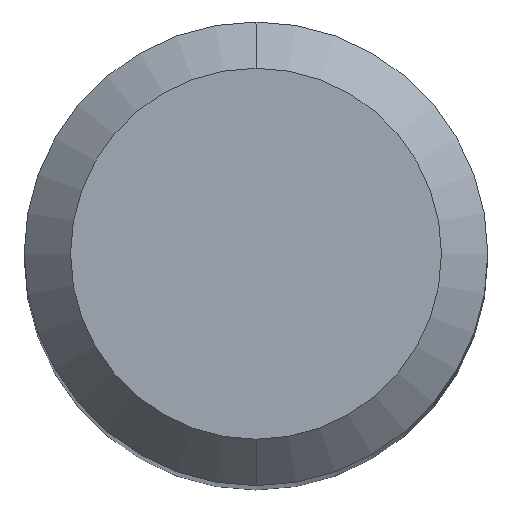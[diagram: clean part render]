
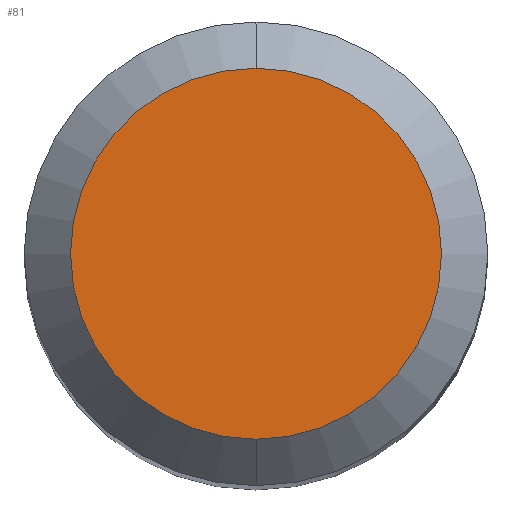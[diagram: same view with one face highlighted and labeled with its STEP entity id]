
A CAD part, top view. The second image highlights one B-rep face of the part: STEP entity #81.
In plain terms, the highlighted planar face has unit normal (0, 0, 1).
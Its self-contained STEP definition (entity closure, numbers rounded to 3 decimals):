
#2 = FACE_OUTER_BOUND ( 'NONE', #289, .T. ) ;
#6 = DIRECTION ( 'NONE',  ( 0., -1., 0. ) ) ;
#23 = AXIS2_PLACEMENT_3D ( 'NONE', #166, #250, #6 ) ;
#38 = DIRECTION ( 'NONE',  ( 0., -1., 0. ) ) ;
#81 = ADVANCED_FACE ( 'NONE', ( #2 ), #220, .T. ) ;
#88 = DIRECTION ( 'NONE',  ( 0., 0., 1. ) ) ;
#92 = ORIENTED_EDGE ( 'NONE', *, *, #163, .T. ) ;
#115 = AXIS2_PLACEMENT_3D ( 'NONE', #168, #278, #195 ) ;
#126 = ORIENTED_EDGE ( 'NONE', *, *, #293, .T. ) ;
#163 = EDGE_CURVE ( 'NONE', #270, #258, #169, .T. ) ;
#166 = CARTESIAN_POINT ( 'NONE',  ( 0., 0., 63. ) ) ;
#168 = CARTESIAN_POINT ( 'NONE',  ( 0., 0., 63. ) ) ;
#169 = CIRCLE ( 'NONE', #115, 3.2 ) ;
#174 = AXIS2_PLACEMENT_3D ( 'NONE', #344, #88, #38 ) ;
#195 = DIRECTION ( 'NONE',  ( 0., -1., 0. ) ) ;
#204 = CARTESIAN_POINT ( 'NONE',  ( 0., -3.2, 63. ) ) ;
#220 = PLANE ( 'NONE',  #23 ) ;
#250 = DIRECTION ( 'NONE',  ( 0., 0., 1. ) ) ;
#258 = VERTEX_POINT ( 'NONE', #282 ) ;
#270 = VERTEX_POINT ( 'NONE', #204 ) ;
#278 = DIRECTION ( 'NONE',  ( 0., 0., 1. ) ) ;
#282 = CARTESIAN_POINT ( 'NONE',  ( 0., 3.2, 63. ) ) ;
#289 = EDGE_LOOP ( 'NONE', ( #126, #92 ) ) ;
#293 = EDGE_CURVE ( 'NONE', #258, #270, #335, .T. ) ;
#335 = CIRCLE ( 'NONE', #174, 3.2 ) ;
#344 = CARTESIAN_POINT ( 'NONE',  ( 0., 0., 63. ) ) ;
